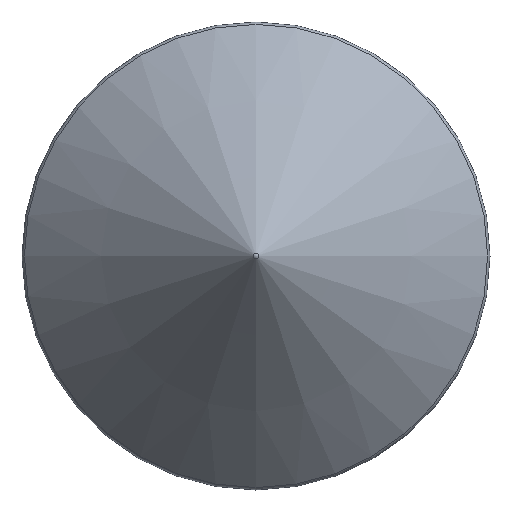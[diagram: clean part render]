
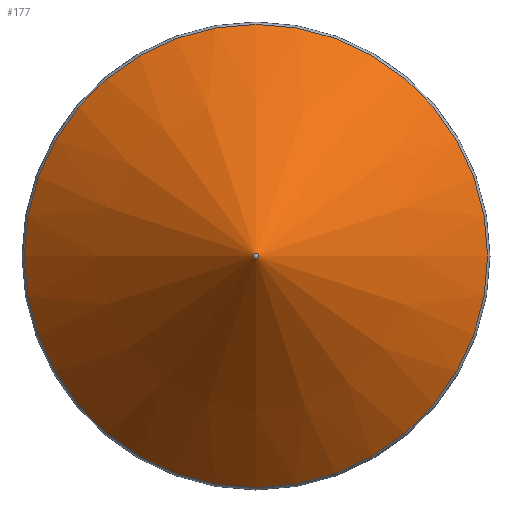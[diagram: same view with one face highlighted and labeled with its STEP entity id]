
A CAD part, front view. The second image highlights one B-rep face of the part: STEP entity #177.
In plain terms, the highlighted conical face has half-angle 45 degrees and reference radius 28.756 mm.
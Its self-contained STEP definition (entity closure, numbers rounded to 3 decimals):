
#34=FACE_OUTER_BOUND('',#48,.T.);
#48=EDGE_LOOP('',(#157,#158,#159,#160,#161));
#56=LINE('',#343,#62);
#62=VECTOR('',#290,28.756);
#76=CIRCLE('',#222,56.805);
#78=CIRCLE('',#224,56.805);
#79=CIRCLE('',#226,0.707);
#92=VERTEX_POINT('',#335);
#93=VERTEX_POINT('',#336);
#94=VERTEX_POINT('',#341);
#113=EDGE_CURVE('',#92,#93,#76,.T.);
#115=EDGE_CURVE('',#93,#92,#78,.T.);
#116=EDGE_CURVE('',#94,#94,#79,.T.);
#117=EDGE_CURVE('',#94,#93,#56,.T.);
#157=ORIENTED_EDGE('',*,*,#116,.F.);
#158=ORIENTED_EDGE('',*,*,#117,.T.);
#159=ORIENTED_EDGE('',*,*,#115,.T.);
#160=ORIENTED_EDGE('',*,*,#113,.T.);
#161=ORIENTED_EDGE('',*,*,#117,.F.);
#167=CONICAL_SURFACE('',#225,28.756,0.785);
#177=ADVANCED_FACE('',(#34),#167,.T.);
#222=AXIS2_PLACEMENT_3D('',#337,#280,#281);
#224=AXIS2_PLACEMENT_3D('',#339,#284,#285);
#225=AXIS2_PLACEMENT_3D('',#340,#286,#287);
#226=AXIS2_PLACEMENT_3D('',#342,#288,#289);
#280=DIRECTION('center_axis',(0.,-1.,0.));
#281=DIRECTION('ref_axis',(1.,0.,0.));
#284=DIRECTION('center_axis',(0.,-1.,0.));
#285=DIRECTION('ref_axis',(1.,0.,0.));
#286=DIRECTION('center_axis',(0.,1.,0.));
#287=DIRECTION('ref_axis',(0.,0.,1.));
#288=DIRECTION('center_axis',(0.,-1.,0.));
#289=DIRECTION('ref_axis',(1.,0.,0.));
#290=DIRECTION('',(0.,0.707,-0.707));
#335=CARTESIAN_POINT('',(0.,-61.414,56.805));
#336=CARTESIAN_POINT('',(0.,-61.414,-56.805));
#337=CARTESIAN_POINT('Origin',(0.,-61.414,0.));
#339=CARTESIAN_POINT('Origin',(0.,-61.414,0.));
#340=CARTESIAN_POINT('Origin',(0.,-89.463,0.));
#341=CARTESIAN_POINT('',(0.,-117.512,-0.707));
#342=CARTESIAN_POINT('Origin',(0.,-117.512,0.));
#343=CARTESIAN_POINT('',(0.,-89.463,-28.756));
